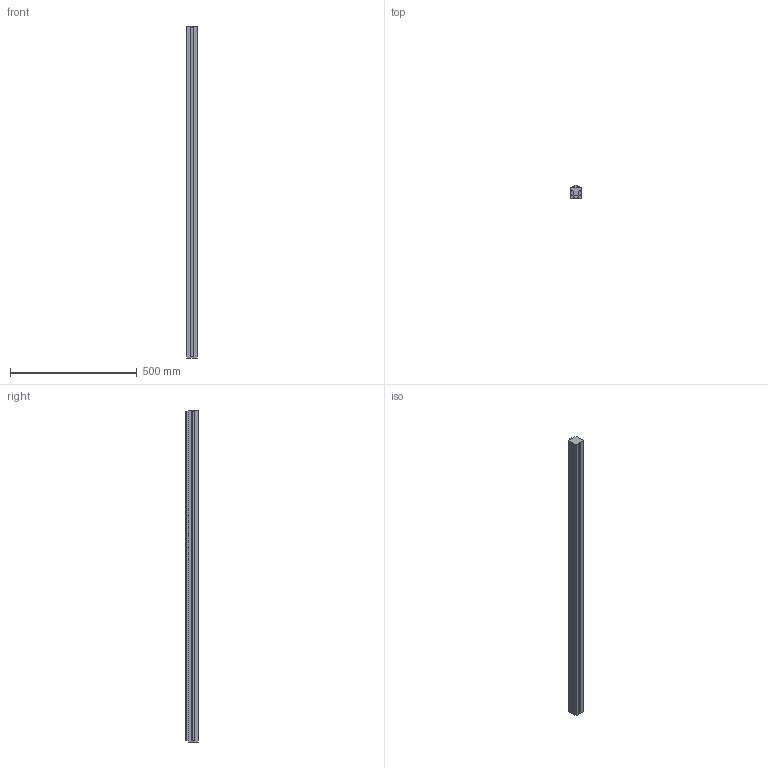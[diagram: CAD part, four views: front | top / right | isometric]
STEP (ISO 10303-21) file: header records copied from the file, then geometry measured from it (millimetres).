
FILE_DESCRIPTION (( 'STEP AP214' ), '1' );
FILE_NAME ('A894 Ñëàéäåð äëÿ ðàçäâèæíîé äâåðè, L=1300ìì.STEP', '2026-03-12T09:34:12', ( '' ), ( '' ), 'SwSTEP 2.0', 'SolidWorks 2026', '' );
FILE_SCHEMA (( 'AUTOMOTIVE_DESIGN' ));
Length unit declared in the file: millimetre
Products named in the file (1): A894 Слайдер для раздвижной двери, L=1300мм
Bounding box: 40 x 50.3 x 1310 mm (x, y, z)
Volume: 1625609.3 mm3; surface area: 403348.5 mm2
Topology: 1 solids, 1 shells, 90 faces, 252 edges, 168 vertices
Faces by surface type: plane 72, cylinder 18
Entity records: 2895 total; most frequent: CARTESIAN_POINT 511, ORIENTED_EDGE 504, DIRECTION 470, EDGE_CURVE 252, LINE 216, VECTOR 216, VERTEX_POINT 168, AXIS2_PLACEMENT_3D 127
